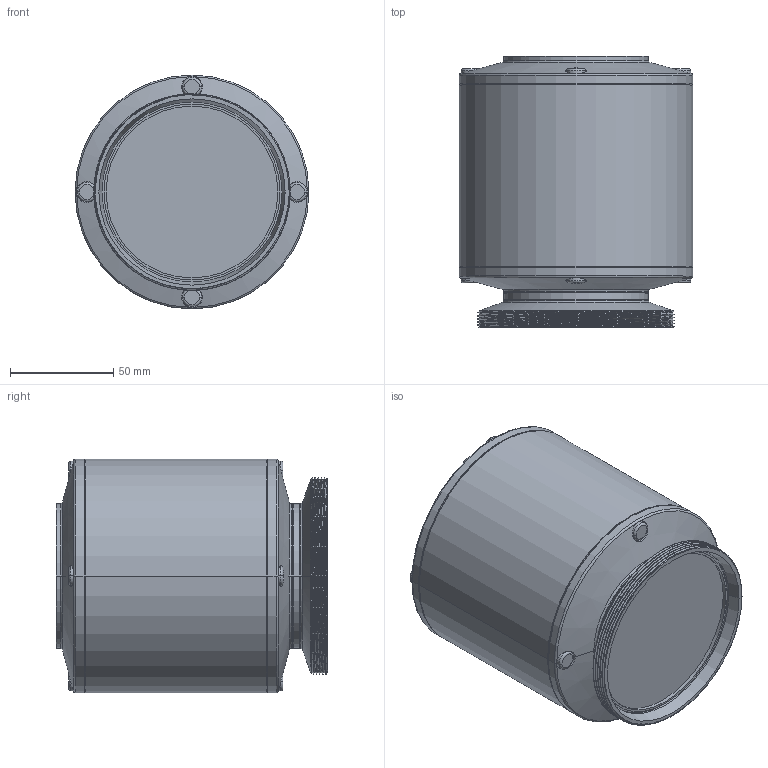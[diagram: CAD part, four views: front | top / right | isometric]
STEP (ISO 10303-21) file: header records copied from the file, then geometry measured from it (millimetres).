
FILE_DESCRIPTION (( 'STEP AP203' ), '1' );
FILE_NAME ('3D-M5091_DN65_174571030.STEP', '2024-09-20T11:10:45', ( '' ), ( '' ), 'SwSTEP 2.0', 'SolidWorks 2024', '' );
FILE_SCHEMA (( 'CONFIG_CONTROL_DESIGN' ));
Length unit declared in the file: millimetre
Products named in the file (1): 3D-M5091_DN65_174571030
Bounding box: 113 x 131 x 113 mm (x, y, z)
Volume: 1100182.9 mm3; surface area: 73290.7 mm2
Topology: 1 solids, 1 shells, 144 faces, 310 edges, 184 vertices
Faces by surface type: cylinder 68, torus 26, plane 26, cone 21, bspline 3
Entity records: 5940 total; most frequent: CARTESIAN_POINT 2750, DIRECTION 706, ORIENTED_EDGE 620, AXIS2_PLACEMENT_3D 310, EDGE_CURVE 310, VERTEX_POINT 184, CIRCLE 168, EDGE_LOOP 160
